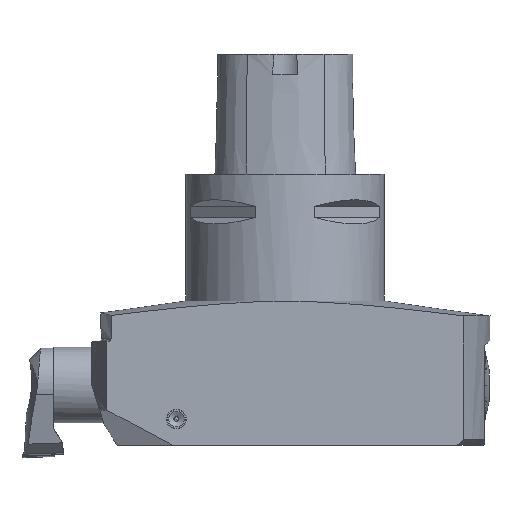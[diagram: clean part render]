
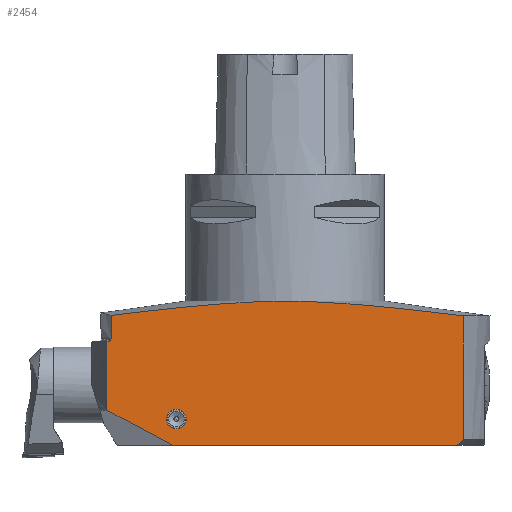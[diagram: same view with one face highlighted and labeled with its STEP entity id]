
A CAD part, front view. The second image highlights one B-rep face of the part: STEP entity #2454.
In plain terms, the highlighted planar face has unit normal (0, -1, 0).
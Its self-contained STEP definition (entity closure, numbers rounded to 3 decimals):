
#336=PLANE('',#7221);
#1031=LINE('',#9682,#1737);
#1032=LINE('',#9684,#1738);
#1038=LINE('',#9705,#1744);
#1049=LINE('',#9757,#1755);
#1056=LINE('',#9789,#1762);
#1057=LINE('',#9791,#1763);
#1737=VECTOR('',#7766,1.);
#1738=VECTOR('',#7769,1.);
#1744=VECTOR('',#7785,1.);
#1755=VECTOR('',#7816,1.);
#1762=VECTOR('',#7831,1.);
#1763=VECTOR('',#7832,1.);
#2454=ADVANCED_FACE('',(#2845,#2846),#336,.F.);
#2845=FACE_BOUND('',#2956,.T.);
#2846=FACE_BOUND('',#2957,.T.);
#2956=EDGE_LOOP('',(#3583,#3584,#3585,#3586,#3587,#3588,#3589,#3590,#3591));
#2957=EDGE_LOOP('',(#3592));
#3382=CIRCLE('',#7220,3.125);
#3583=ORIENTED_EDGE('',*,*,#6139,.T.);
#3584=ORIENTED_EDGE('',*,*,#6145,.T.);
#3585=ORIENTED_EDGE('',*,*,#6185,.T.);
#3586=ORIENTED_EDGE('',*,*,#6176,.T.);
#3587=ORIENTED_EDGE('',*,*,#6186,.F.);
#3588=ORIENTED_EDGE('',*,*,#6187,.F.);
#3589=ORIENTED_EDGE('',*,*,#6156,.T.);
#3590=ORIENTED_EDGE('',*,*,#6158,.F.);
#3591=ORIENTED_EDGE('',*,*,#6146,.F.);
#3592=ORIENTED_EDGE('',*,*,#6188,.T.);
#5477=VERTEX_POINT('',#9603);
#5478=VERTEX_POINT('',#9614);
#5482=VERTEX_POINT('',#9681);
#5483=VERTEX_POINT('',#9685);
#5492=VERTEX_POINT('',#9704);
#5493=VERTEX_POINT('',#9706);
#5509=VERTEX_POINT('',#9756);
#5510=VERTEX_POINT('',#9758);
#5515=VERTEX_POINT('',#9790);
#5516=VERTEX_POINT('',#9793);
#6139=EDGE_CURVE('',#5478,#5477,#7113,.T.);
#6145=EDGE_CURVE('',#5477,#5482,#1031,.T.);
#6146=EDGE_CURVE('',#5478,#5483,#1032,.T.);
#6156=EDGE_CURVE('',#5493,#5492,#1038,.T.);
#6158=EDGE_CURVE('',#5483,#5492,#7115,.T.);
#6176=EDGE_CURVE('',#5510,#5509,#1049,.T.);
#6185=EDGE_CURVE('',#5482,#5510,#7118,.T.);
#6186=EDGE_CURVE('',#5515,#5509,#1056,.T.);
#6187=EDGE_CURVE('',#5493,#5515,#1057,.T.);
#6188=EDGE_CURVE('',#5516,#5516,#3382,.T.);
#7113=B_SPLINE_CURVE_WITH_KNOTS('',3,(#9604,#9605,#9606,#9607,#9608,#9609,
#9610,#9611,#9612,#9613),.UNSPECIFIED.,.F.,.F.,(4,2,2,2,4),(0.,0.25,0.5,
0.75,1.),.UNSPECIFIED.);
#7115=B_SPLINE_CURVE_WITH_KNOTS('',3,(#9709,#9710,#9711,#9712),.UNSPECIFIED.,
 .F.,.F.,(4,4),(0.,1.),.UNSPECIFIED.);
#7118=B_SPLINE_CURVE_WITH_KNOTS('',3,(#9773,#9774,#9775,#9776,#9777,#9778,
#9779,#9780,#9781,#9782,#9783,#9784,#9785,#9786,#9787,#9788),.UNSPECIFIED.,
 .F.,.F.,(4,3,3,3,3,4),(0.,0.21,0.419,0.63,
0.846,1.),.UNSPECIFIED.);
#7220=AXIS2_PLACEMENT_3D('',#9792,#7833,#7834);
#7221=AXIS2_PLACEMENT_3D('',#9794,#7835,#7836);
#7766=DIRECTION('',(0.,0.,-1.));
#7769=DIRECTION('',(0.,0.,-1.));
#7785=DIRECTION('',(1.,0.,0.));
#7816=DIRECTION('',(-1.,0.,0.));
#7831=DIRECTION('',(0.,0.,1.));
#7832=DIRECTION('',(-0.883,0.,0.469));
#7833=DIRECTION('',(0.,1.,0.));
#7834=DIRECTION('',(0.,0.,-1.));
#7835=DIRECTION('',(0.,1.,0.));
#7836=DIRECTION('',(0.,0.,1.));
#9603=CARTESIAN_POINT('',(-55.257,-32.,-44.84));
#9604=CARTESIAN_POINT('',(56.566,-32.,-45.));
#9605=CARTESIAN_POINT('',(47.289,-32.,-43.865));
#9606=CARTESIAN_POINT('',(38.01,-32.,-42.781));
#9607=CARTESIAN_POINT('',(19.421,-32.,-41.036));
#9608=CARTESIAN_POINT('',(10.11,-32.,-40.396));
#9609=CARTESIAN_POINT('',(-8.594,-32.,-40.334));
#9610=CARTESIAN_POINT('',(-17.979,-32.,-40.927));
#9611=CARTESIAN_POINT('',(-36.641,-32.,-42.63));
#9612=CARTESIAN_POINT('',(-45.951,-32.,-43.709));
#9613=CARTESIAN_POINT('',(-55.257,-32.,-44.84));
#9614=CARTESIAN_POINT('',(56.575,-32.005,-45.));
#9681=CARTESIAN_POINT('',(-55.257,-32.,-52.2));
#9682=CARTESIAN_POINT('',(-55.257,-32.,-43.));
#9684=CARTESIAN_POINT('',(56.577,-32.,-45.));
#9685=CARTESIAN_POINT('',(56.566,-32.,-84.2));
#9704=CARTESIAN_POINT('',(54.488,-32.,-86.));
#9705=CARTESIAN_POINT('',(-64.99,-32.,-86.));
#9706=CARTESIAN_POINT('',(-35.731,-32.,-86.));
#9709=CARTESIAN_POINT('',(56.571,-32.,-84.206));
#9710=CARTESIAN_POINT('',(55.88,-32.,-84.807));
#9711=CARTESIAN_POINT('',(55.187,-32.,-85.407));
#9712=CARTESIAN_POINT('',(54.493,-32.,-86.006));
#9756=CARTESIAN_POINT('',(-56.566,-32.,-53.));
#9757=CARTESIAN_POINT('',(-64.99,-32.,-53.));
#9758=CARTESIAN_POINT('',(-56.073,-32.,-53.));
#9773=CARTESIAN_POINT('',(-55.257,-32.,-52.2));
#9774=CARTESIAN_POINT('',(-55.257,-32.,-52.288));
#9775=CARTESIAN_POINT('',(-55.272,-32.,-52.378));
#9776=CARTESIAN_POINT('',(-55.301,-32.,-52.461));
#9777=CARTESIAN_POINT('',(-55.33,-32.,-52.544));
#9778=CARTESIAN_POINT('',(-55.374,-32.,-52.623));
#9779=CARTESIAN_POINT('',(-55.429,-32.,-52.692));
#9780=CARTESIAN_POINT('',(-55.485,-32.,-52.762));
#9781=CARTESIAN_POINT('',(-55.553,-32.,-52.823));
#9782=CARTESIAN_POINT('',(-55.628,-32.,-52.871));
#9783=CARTESIAN_POINT('',(-55.704,-32.,-52.919));
#9784=CARTESIAN_POINT('',(-55.79,-32.,-52.956));
#9785=CARTESIAN_POINT('',(-55.878,-32.,-52.977));
#9786=CARTESIAN_POINT('',(-55.942,-32.,-52.992));
#9787=CARTESIAN_POINT('',(-56.008,-32.,-53.));
#9788=CARTESIAN_POINT('',(-56.073,-32.,-53.));
#9789=CARTESIAN_POINT('',(-56.577,-32.,-74.922));
#9790=CARTESIAN_POINT('',(-56.566,-32.,-74.922));
#9791=CARTESIAN_POINT('',(-58.541,-32.,-73.872));
#9792=CARTESIAN_POINT('',(-34.506,-32.,-77.75));
#9793=CARTESIAN_POINT('',(-34.506,-32.,-80.875));
#9794=CARTESIAN_POINT('',(-64.99,-32.,-86.));
